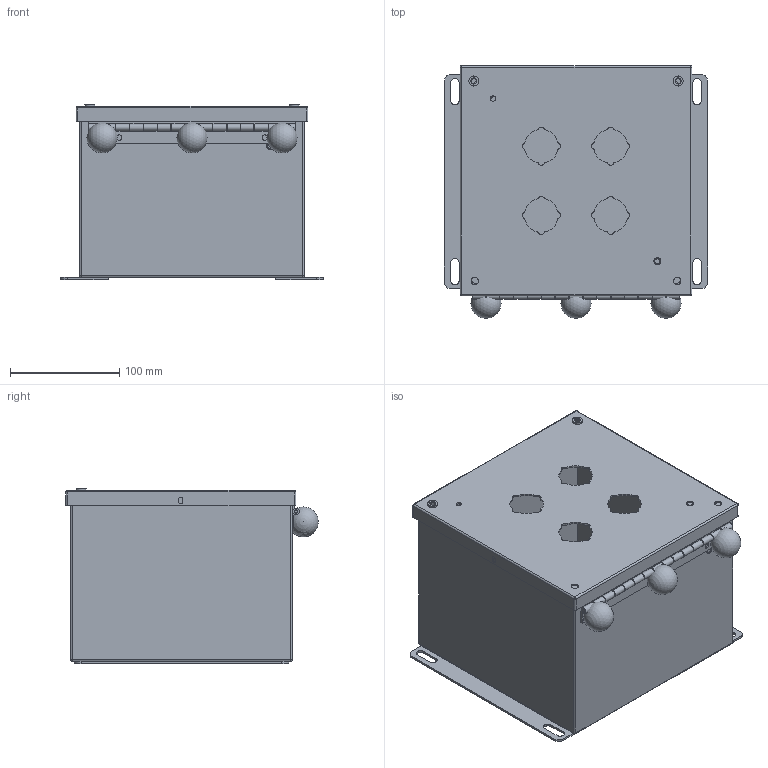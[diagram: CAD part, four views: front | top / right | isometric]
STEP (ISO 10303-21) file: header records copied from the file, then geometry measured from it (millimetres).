
FILE_DESCRIPTION (( 'STEP AP214' ), '1' );
FILE_NAME ('SCE-4SPBH.STEP', '2023-07-26T19:21:09', ( '' ), ( '' ), 'SwSTEP 2.0', 'SolidWorks 2021', '' );
FILE_SCHEMA (( 'AUTOMOTIVE_DESIGN' ));
Length unit declared in the file: inch
Products named in the file (1): SCE-4SPBH
Bounding box: 241.3 x 231.65 x 160.59 mm (x, y, z)
Volume: 479206.9 mm3; surface area: 607964.2 mm2
Topology: 25 solids, 49 shells, 842 faces, 2075 edges, 1299 vertices
Faces by surface type: plane 341, cylinder 331, bspline 78, cone 34, sphere 30, torus 28
Full cylindrical faces by diameter (mm): 4.9 x5, 4.902 x1, 6.756 x4, 8.052 x4
Entity records: 38094 total; most frequent: CARTESIAN_POINT 18591, DIRECTION 4023, ORIENTED_EDGE 3934, EDGE_CURVE 1967, AXIS2_PLACEMENT_3D 1521, VERTEX_POINT 1215, LINE 981, VECTOR 981
